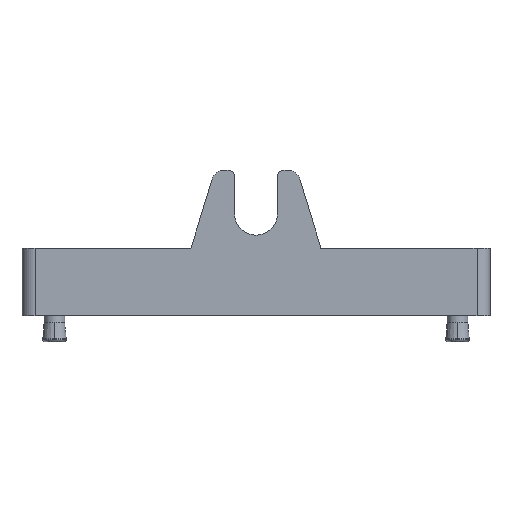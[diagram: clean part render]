
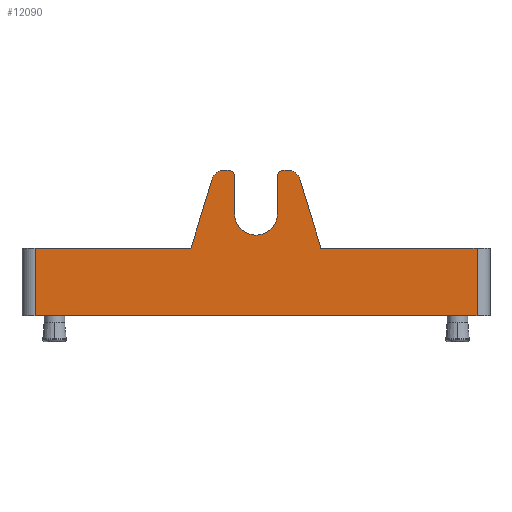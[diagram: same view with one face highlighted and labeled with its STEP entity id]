
A CAD part, front view. The second image highlights one B-rep face of the part: STEP entity #12090.
In plain terms, the highlighted face is planar.
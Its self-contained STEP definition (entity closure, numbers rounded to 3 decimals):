
#5600=CARTESIAN_POINT('',(-15.15,146.968,-5.2));
#5610=DIRECTION('',(0.,0.,-1.));
#5620=VECTOR('',#5610,1.);
#5630=LINE('',#5600,#5620);
#5640=CARTESIAN_POINT('',(-15.15,146.968,
0.));
#5650=VERTEX_POINT('',#5640);
#5660=CARTESIAN_POINT('',(-15.15,146.968,-5.2));
#5670=VERTEX_POINT('',#5660);
#5680=EDGE_CURVE('',#5650,#5670,#5630,.T.);
#6480=CARTESIAN_POINT('',(-15.15,132.394,-10.2));
#6490=DIRECTION('',(-1.,0.,0.));
#6500=DIRECTION('',(0.,1.,0.));
#6510=AXIS2_PLACEMENT_3D('',#6480,#6490,#6500);
#6520=CIRCLE('',#6510,1.);
#6530=CARTESIAN_POINT('',(-15.15,133.35,
-10.492));
#6540=VERTEX_POINT('',#6530);
#6550=CARTESIAN_POINT('',(-15.15,132.394,-11.2));
#6560=VERTEX_POINT('',#6550);
#6570=EDGE_CURVE('',#6540,#6560,#6520,.T.);
#6950=CARTESIAN_POINT('',(-15.15,112.968,
0.));
#6960=VERTEX_POINT('',#6950);
#6990=CARTESIAN_POINT('',(-15.15,112.968,-5.2));
#7000=DIRECTION('',(0.,0.,-1.));
#7010=VECTOR('',#7000,1.);
#7020=LINE('',#6990,#7010);
#7030=CARTESIAN_POINT('',(-15.15,112.968,-5.2));
#7040=VERTEX_POINT('',#7030);
#7050=EDGE_CURVE('',#6960,#7040,#7020,.T.);
#10490=CARTESIAN_POINT('',(-15.15,132.118,-10.7));
#10500=DIRECTION('',(1.,0.,0.));
#10510=DIRECTION('',(0.,-1.,0.));
#10520=AXIS2_PLACEMENT_3D('',#10490,#10500,#10510);
#10530=CIRCLE('',#10520,0.5);
#10540=CARTESIAN_POINT('',(-15.15,131.618,-10.7));
#10550=VERTEX_POINT('',#10540);
#10560=CARTESIAN_POINT('',(-15.15,132.118,-11.2));
#10570=VERTEX_POINT('',#10560);
#10580=EDGE_CURVE('',#10550,#10570,#10530,.T.);
#11070=CARTESIAN_POINT('',(-15.15,129.968,
0.));
#11080=DIRECTION('',(1.,0.,0.));
#11090=DIRECTION('',(0.,-1.,0.));
#11100=AXIS2_PLACEMENT_3D('',#11070,#11080,#11090);
#11110=PLANE('',#11100);
#11120=CARTESIAN_POINT('',(-15.15,0.,-5.2));
#11130=DIRECTION('',(0.,1.,0.));
#11140=VECTOR('',#11130,1.);
#11150=LINE('',#11120,#11140);
#11160=CARTESIAN_POINT('',(-15.15,124.968,-5.2));
#11170=VERTEX_POINT('',#11160);
#11180=EDGE_CURVE('',#7040,#11170,#11150,.T.);
#11190=ORIENTED_EDGE('',*,*,#11180,.T.);
#11200=ORIENTED_EDGE('',*,*,#7050,.T.);
#11210=CARTESIAN_POINT('',(-15.15,0.,0.));
#11220=DIRECTION('',(0.,-1.,0.));
#11230=VECTOR('',#11220,1.);
#11240=LINE('',#11210,#11230);
#11250=EDGE_CURVE('',#5650,#6960,#11240,.T.);
#11260=ORIENTED_EDGE('',*,*,#11250,.T.);
#11270=ORIENTED_EDGE('',*,*,#5680,.F.);
#11280=CARTESIAN_POINT('',(-15.15,134.968,-5.2));
#11290=VERTEX_POINT('',#11280);
#11300=EDGE_CURVE('',#11290,#5670,#11150,.T.);
#11310=ORIENTED_EDGE('',*,*,#11300,.T.);
#11320=CARTESIAN_POINT('',(-15.15,136.558,
0.));
#11330=DIRECTION('',(0.,0.292,
0.956));
#11340=VECTOR('',#11330,1.);
#11350=LINE('',#11320,#11340);
#11360=EDGE_CURVE('',#6540,#11290,#11350,.T.);
#11370=ORIENTED_EDGE('',*,*,#11360,.T.);
#11380=ORIENTED_EDGE('',*,*,#6570,.F.);
#11390=CARTESIAN_POINT('',(-15.15,0.,-11.2
));
#11400=DIRECTION('',(0.,1.,0.));
#11410=VECTOR('',#11400,1.);
#11420=LINE('',#11390,#11410);
#11430=EDGE_CURVE('',#10570,#6560,#11420,.T.);
#11440=ORIENTED_EDGE('',*,*,#11430,.T.);
#11450=ORIENTED_EDGE('',*,*,#10580,.T.);
#11460=CARTESIAN_POINT('',(-15.15,131.618,
0.));
#11470=DIRECTION('',(0.,0.,-1.));
#11480=VECTOR('',#11470,1.);
#11490=LINE('',#11460,#11480);
#11500=CARTESIAN_POINT('',(-15.15,131.618,
-7.85));
#11510=VERTEX_POINT('',#11500);
#11520=EDGE_CURVE('',#11510,#10550,#11490,.T.);
#11530=ORIENTED_EDGE('',*,*,#11520,.T.);
#11540=CARTESIAN_POINT('',(-15.15,129.968,-7.85));
#11550=DIRECTION('',(-1.,0.,0.));
#11560=DIRECTION('',(0.,0.,1.));
#11570=AXIS2_PLACEMENT_3D('',#11540,#11550,#11560);
#11580=CIRCLE('',#11570,1.65);
#11590=CARTESIAN_POINT('',(-15.15,129.968,-6.2));
#11600=VERTEX_POINT('',#11590);
#11610=EDGE_CURVE('',#11600,#11510,#11580,.T.);
#11620=ORIENTED_EDGE('',*,*,#11610,.T.);
#11630=CARTESIAN_POINT('',(-15.15,128.318,
-7.85));
#11640=VERTEX_POINT('',#11630);
#11650=EDGE_CURVE('',#11640,#11600,#11580,.T.);
#11660=ORIENTED_EDGE('',*,*,#11650,.T.);
#11670=CARTESIAN_POINT('',(-15.15,128.318,
0.));
#11680=DIRECTION('',(0.,0.,1.));
#11690=VECTOR('',#11680,1.);
#11700=LINE('',#11670,#11690);
#11710=CARTESIAN_POINT('',(-15.15,128.318,-10.7));
#11720=VERTEX_POINT('',#11710);
#11730=EDGE_CURVE('',#11720,#11640,#11700,.T.);
#11740=ORIENTED_EDGE('',*,*,#11730,.T.);
#11750=CARTESIAN_POINT('',(-15.15,127.818,-10.7));
#11760=DIRECTION('',(-1.,0.,0.));
#11770=DIRECTION('',(0.,1.,0.));
#11780=AXIS2_PLACEMENT_3D('',#11750,#11760,#11770);
#11790=CIRCLE('',#11780,0.5);
#11800=CARTESIAN_POINT('',(-15.15,127.818,-11.2));
#11810=VERTEX_POINT('',#11800);
#11820=EDGE_CURVE('',#11720,#11810,#11790,.T.);
#11830=ORIENTED_EDGE('',*,*,#11820,.F.);
#11840=CARTESIAN_POINT('',(-15.15,0.,-11.2
));
#11850=DIRECTION('',(0.,1.,0.));
#11860=VECTOR('',#11850,1.);
#11870=LINE('',#11840,#11860);
#11880=CARTESIAN_POINT('',(-15.15,127.543,-11.2));
#11890=VERTEX_POINT('',#11880);
#11900=EDGE_CURVE('',#11890,#11810,#11870,.T.);
#11910=ORIENTED_EDGE('',*,*,#11900,.T.);
#11920=CARTESIAN_POINT('',(-15.15,127.543,-10.2));
#11930=DIRECTION('',(1.,0.,0.));
#11940=DIRECTION('',(0.,-1.,0.));
#11950=AXIS2_PLACEMENT_3D('',#11920,#11930,#11940);
#11960=CIRCLE('',#11950,1.);
#11970=CARTESIAN_POINT('',(-15.15,126.586,
-10.492));
#11980=VERTEX_POINT('',#11970);
#11990=EDGE_CURVE('',#11980,#11890,#11960,.T.);
#12000=ORIENTED_EDGE('',*,*,#11990,.T.);
#12010=CARTESIAN_POINT('',(-15.15,123.378,
0.));
#12020=DIRECTION('',(0.,0.292,
-0.956));
#12030=VECTOR('',#12020,1.);
#12040=LINE('',#12010,#12030);
#12050=EDGE_CURVE('',#11170,#11980,#12040,.T.);
#12060=ORIENTED_EDGE('',*,*,#12050,.T.);
#12070=EDGE_LOOP('',(#12060,#12000,#11910,#11830,#11740,#11660,#11620,
#11530,#11450,#11440,#11380,#11370,#11310,#11270,#11260,#11200,#11190));
#12080=FACE_OUTER_BOUND('',#12070,.T.);
#12090=ADVANCED_FACE('',(#12080),#11110,.T.);
